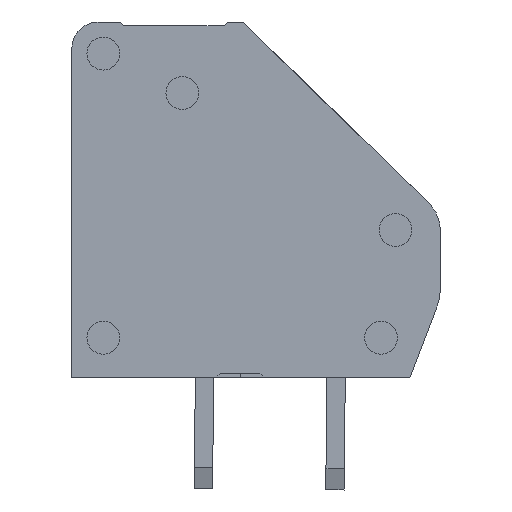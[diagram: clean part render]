
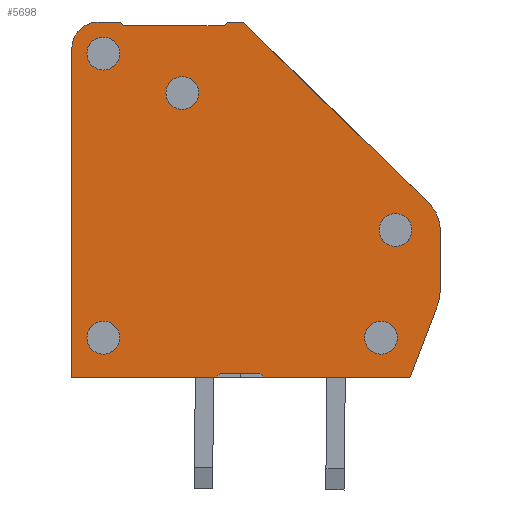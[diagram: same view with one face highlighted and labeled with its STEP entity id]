
A CAD part, front view. The second image highlights one B-rep face of the part: STEP entity #5698.
In plain terms, the highlighted planar face has unit normal (0, -1, 0).
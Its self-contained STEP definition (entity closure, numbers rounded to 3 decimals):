
#283=CIRCLE('',#6202,1.915);
#284=CIRCLE('',#6203,1.397);
#285=CIRCLE('',#6204,1.);
#286=CIRCLE('',#6205,0.625);
#287=CIRCLE('',#6206,0.625);
#288=CIRCLE('',#6207,0.625);
#289=CIRCLE('',#6208,0.625);
#290=CIRCLE('',#6209,0.625);
#1663=ORIENTED_EDGE('',*,*,#2587,.T.);
#1664=ORIENTED_EDGE('',*,*,#2588,.T.);
#1665=ORIENTED_EDGE('',*,*,#2589,.T.);
#1666=ORIENTED_EDGE('',*,*,#2590,.T.);
#1667=ORIENTED_EDGE('',*,*,#2540,.T.);
#1668=ORIENTED_EDGE('',*,*,#2591,.T.);
#1669=ORIENTED_EDGE('',*,*,#2592,.T.);
#1670=ORIENTED_EDGE('',*,*,#2593,.T.);
#1671=ORIENTED_EDGE('',*,*,#2594,.T.);
#1672=ORIENTED_EDGE('',*,*,#2595,.T.);
#1673=ORIENTED_EDGE('',*,*,#2596,.T.);
#1674=ORIENTED_EDGE('',*,*,#2597,.T.);
#1675=ORIENTED_EDGE('',*,*,#2598,.F.);
#1676=ORIENTED_EDGE('',*,*,#2599,.T.);
#1677=ORIENTED_EDGE('',*,*,#2536,.T.);
#1678=ORIENTED_EDGE('',*,*,#2600,.T.);
#1679=ORIENTED_EDGE('',*,*,#2601,.T.);
#1680=ORIENTED_EDGE('',*,*,#2602,.F.);
#1681=ORIENTED_EDGE('',*,*,#2603,.F.);
#1682=ORIENTED_EDGE('',*,*,#2604,.F.);
#1683=ORIENTED_EDGE('',*,*,#2605,.F.);
#1684=ORIENTED_EDGE('',*,*,#2606,.F.);
#2536=EDGE_CURVE('',#3106,#3107,#3727,.T.);
#2540=EDGE_CURVE('',#3110,#3111,#3731,.T.);
#2587=EDGE_CURVE('',#3155,#3156,#3768,.T.);
#2588=EDGE_CURVE('',#3156,#3157,#3769,.T.);
#2589=EDGE_CURVE('',#3157,#3158,#3770,.T.);
#2590=EDGE_CURVE('',#3158,#3110,#3771,.T.);
#2591=EDGE_CURVE('',#3111,#3159,#3772,.T.);
#2592=EDGE_CURVE('',#3159,#3160,#283,.T.);
#2593=EDGE_CURVE('',#3160,#3161,#3773,.T.);
#2594=EDGE_CURVE('',#3161,#3162,#284,.T.);
#2595=EDGE_CURVE('',#3162,#3163,#3774,.T.);
#2596=EDGE_CURVE('',#3163,#3164,#3775,.T.);
#2597=EDGE_CURVE('',#3164,#3165,#3776,.F.);
#2598=EDGE_CURVE('',#3166,#3165,#3777,.T.);
#2599=EDGE_CURVE('',#3166,#3106,#3778,.F.);
#2600=EDGE_CURVE('',#3107,#3167,#285,.T.);
#2601=EDGE_CURVE('',#3167,#3155,#3779,.T.);
#2602=EDGE_CURVE('',#3168,#3168,#286,.T.);
#2603=EDGE_CURVE('',#3169,#3169,#287,.T.);
#2604=EDGE_CURVE('',#3170,#3170,#288,.T.);
#2605=EDGE_CURVE('',#3171,#3171,#289,.T.);
#2606=EDGE_CURVE('',#3172,#3172,#290,.T.);
#3106=VERTEX_POINT('',#9218);
#3107=VERTEX_POINT('',#9219);
#3110=VERTEX_POINT('',#9227);
#3111=VERTEX_POINT('',#9228);
#3155=VERTEX_POINT('',#9321);
#3156=VERTEX_POINT('',#9322);
#3157=VERTEX_POINT('',#9324);
#3158=VERTEX_POINT('',#9326);
#3159=VERTEX_POINT('',#9329);
#3160=VERTEX_POINT('',#9331);
#3161=VERTEX_POINT('',#9333);
#3162=VERTEX_POINT('',#9335);
#3163=VERTEX_POINT('',#9337);
#3164=VERTEX_POINT('',#9339);
#3165=VERTEX_POINT('',#9341);
#3166=VERTEX_POINT('',#9343);
#3167=VERTEX_POINT('',#9346);
#3168=VERTEX_POINT('',#9349);
#3169=VERTEX_POINT('',#9351);
#3170=VERTEX_POINT('',#9353);
#3171=VERTEX_POINT('',#9355);
#3172=VERTEX_POINT('',#9357);
#3727=LINE('',#9217,#4363);
#3731=LINE('',#9226,#4367);
#3768=LINE('',#9320,#4404);
#3769=LINE('',#9323,#4405);
#3770=LINE('',#9325,#4406);
#3771=LINE('',#9327,#4407);
#3772=LINE('',#9328,#4408);
#3773=LINE('',#9332,#4409);
#3774=LINE('',#9336,#4410);
#3775=LINE('',#9338,#4411);
#3776=LINE('',#9340,#4412);
#3777=LINE('',#9342,#4413);
#3778=LINE('',#9344,#4414);
#3779=LINE('',#9347,#4415);
#4363=VECTOR('',#7576,1000.);
#4367=VECTOR('',#7582,1000.);
#4404=VECTOR('',#7643,1000.);
#4405=VECTOR('',#7644,1000.);
#4406=VECTOR('',#7645,1000.);
#4407=VECTOR('',#7646,1000.);
#4408=VECTOR('',#7647,1000.);
#4409=VECTOR('',#7650,1000.);
#4410=VECTOR('',#7653,1000.);
#4411=VECTOR('',#7654,1000.);
#4412=VECTOR('',#7655,1000.);
#4413=VECTOR('',#7656,1000.);
#4414=VECTOR('',#7657,1000.);
#4415=VECTOR('',#7660,1000.);
#4773=EDGE_LOOP('',(#1663,#1664,#1665,#1666,#1667,#1668,#1669,#1670,#1671,
#1672,#1673,#1674,#1675,#1676,#1677,#1678,#1679));
#4774=EDGE_LOOP('',(#1680));
#4775=EDGE_LOOP('',(#1681));
#4776=EDGE_LOOP('',(#1682));
#4777=EDGE_LOOP('',(#1683));
#4778=EDGE_LOOP('',(#1684));
#5140=FACE_BOUND('',#4773,.T.);
#5141=FACE_BOUND('',#4774,.T.);
#5142=FACE_BOUND('',#4775,.T.);
#5143=FACE_BOUND('',#4776,.T.);
#5144=FACE_BOUND('',#4777,.T.);
#5145=FACE_BOUND('',#4778,.T.);
#5403=PLANE('',#6201);
#5698=ADVANCED_FACE('',(#5140,#5141,#5142,#5143,#5144,#5145),#5403,.T.);
#6201=AXIS2_PLACEMENT_3D('',#9319,#7641,#7642);
#6202=AXIS2_PLACEMENT_3D('',#9330,#7648,#7649);
#6203=AXIS2_PLACEMENT_3D('',#9334,#7651,#7652);
#6204=AXIS2_PLACEMENT_3D('',#9345,#7658,#7659);
#6205=AXIS2_PLACEMENT_3D('',#9348,#7661,#7662);
#6206=AXIS2_PLACEMENT_3D('',#9350,#7663,#7664);
#6207=AXIS2_PLACEMENT_3D('',#9352,#7665,#7666);
#6208=AXIS2_PLACEMENT_3D('',#9354,#7667,#7668);
#6209=AXIS2_PLACEMENT_3D('',#9356,#7669,#7670);
#7576=DIRECTION('',(-1.,0.,0.));
#7582=DIRECTION('',(1.,0.,0.));
#7641=DIRECTION('',(0.,-1.,0.));
#7642=DIRECTION('',(0.,0.,-1.));
#7643=DIRECTION('',(1.,0.,0.));
#7644=DIRECTION('',(0.707,0.,0.707));
#7645=DIRECTION('',(1.,0.,0.));
#7646=DIRECTION('',(0.707,0.,-0.707));
#7647=DIRECTION('',(0.358,0.,0.934));
#7648=DIRECTION('',(0.,-1.,0.));
#7649=DIRECTION('',(-1.,0.,0.));
#7650=DIRECTION('',(0.,0.,1.));
#7651=DIRECTION('',(0.,-1.,0.));
#7652=DIRECTION('',(-1.,0.,0.));
#7653=DIRECTION('',(-0.716,0.,0.698));
#7654=DIRECTION('',(-1.,0.,0.));
#7655=DIRECTION('',(0.8,0.,0.6));
#7656=DIRECTION('',(1.,0.,0.));
#7657=DIRECTION('',(0.8,0.,-0.6));
#7658=DIRECTION('',(0.,-1.,0.));
#7659=DIRECTION('',(1.,0.,0.));
#7660=DIRECTION('',(0.,0.,-1.));
#7661=DIRECTION('',(0.,-1.,0.));
#7662=DIRECTION('',(0.,0.,-1.));
#7663=DIRECTION('',(0.,-1.,0.));
#7664=DIRECTION('',(0.,0.,-1.));
#7665=DIRECTION('',(0.,-1.,0.));
#7666=DIRECTION('',(0.,0.,-1.));
#7667=DIRECTION('',(0.,-1.,0.));
#7668=DIRECTION('',(0.,0.,-1.));
#7669=DIRECTION('',(0.,-1.,0.));
#7670=DIRECTION('',(0.,0.,-1.));
#9217=CARTESIAN_POINT('',(1.,0.,13.5));
#9218=CARTESIAN_POINT('',(1.8,0.,13.5));
#9219=CARTESIAN_POINT('',(1.,0.,13.5));
#9226=CARTESIAN_POINT('',(0.,0.,0.));
#9227=CARTESIAN_POINT('',(7.3,0.,0.));
#9228=CARTESIAN_POINT('',(12.852,0.,0.));
#9319=CARTESIAN_POINT('',(12.085,0.,3.35));
#9320=CARTESIAN_POINT('',(0.,0.,0.));
#9321=CARTESIAN_POINT('',(0.,0.,0.));
#9322=CARTESIAN_POINT('',(5.5,0.,0.));
#9323=CARTESIAN_POINT('',(10.468,0.,4.968));
#9324=CARTESIAN_POINT('',(5.65,0.,0.15));
#9325=CARTESIAN_POINT('',(5.65,0.,0.15));
#9326=CARTESIAN_POINT('',(7.15,0.,0.15));
#9327=CARTESIAN_POINT('',(8.018,0.,-0.718));
#9328=CARTESIAN_POINT('',(13.873,0.,2.665));
#9329=CARTESIAN_POINT('',(13.873,0.,2.665));
#9330=CARTESIAN_POINT('',(12.085,0.,3.35));
#9331=CARTESIAN_POINT('',(14.,0.,3.35));
#9332=CARTESIAN_POINT('',(14.,0.,3.35));
#9333=CARTESIAN_POINT('',(14.,0.,5.6));
#9334=CARTESIAN_POINT('',(12.603,0.,5.6));
#9335=CARTESIAN_POINT('',(13.578,0.,6.6));
#9336=CARTESIAN_POINT('',(6.5,0.,13.5));
#9337=CARTESIAN_POINT('',(6.5,0.,13.5));
#9338=CARTESIAN_POINT('',(1.,0.,13.5));
#9339=CARTESIAN_POINT('',(5.95,0.,13.5));
#9340=CARTESIAN_POINT('',(5.004,0.,12.791));
#9341=CARTESIAN_POINT('',(5.75,0.,13.35));
#9342=CARTESIAN_POINT('',(5.75,0.,13.35));
#9343=CARTESIAN_POINT('',(2.,0.,13.35));
#9344=CARTESIAN_POINT('',(13.254,0.,4.909));
#9345=CARTESIAN_POINT('',(1.,0.,12.5));
#9346=CARTESIAN_POINT('',(0.,0.,12.5));
#9347=CARTESIAN_POINT('',(0.,0.,0.));
#9348=CARTESIAN_POINT('',(12.3,0.,5.6));
#9349=CARTESIAN_POINT('',(12.3,0.,4.975));
#9350=CARTESIAN_POINT('',(4.2,0.,10.8));
#9351=CARTESIAN_POINT('',(4.2,0.,10.175));
#9352=CARTESIAN_POINT('',(11.75,0.,1.5));
#9353=CARTESIAN_POINT('',(11.75,0.,0.875));
#9354=CARTESIAN_POINT('',(1.2,0.,1.5));
#9355=CARTESIAN_POINT('',(1.2,0.,0.875));
#9356=CARTESIAN_POINT('',(1.2,0.,12.3));
#9357=CARTESIAN_POINT('',(1.2,0.,11.675));
